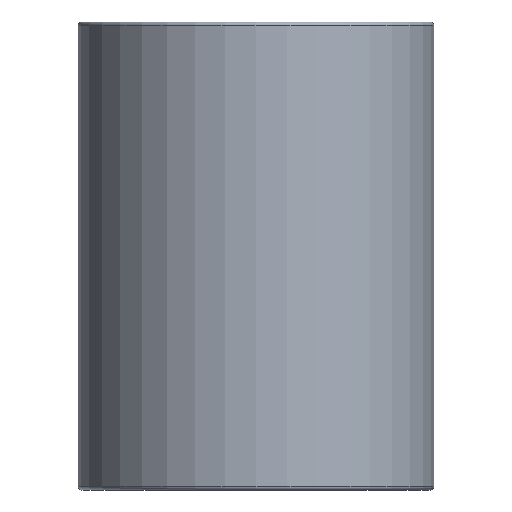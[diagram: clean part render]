
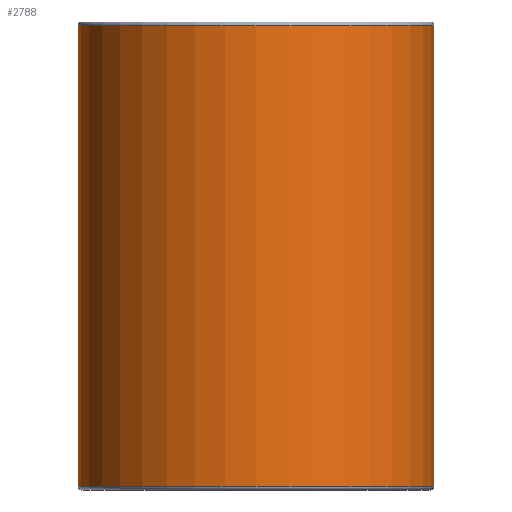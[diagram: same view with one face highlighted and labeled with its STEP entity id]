
A CAD part, front view. The second image highlights one B-rep face of the part: STEP entity #2788.
In plain terms, the highlighted cylindrical face has radius 19 mm (diameter 38 mm), a partial arc.
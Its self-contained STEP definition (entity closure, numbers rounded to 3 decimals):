
#438 = CIRCLE ( 'NONE', #3166, 19. ) ;
#571 = CIRCLE ( 'NONE', #1637, 19. ) ;
#863 = EDGE_CURVE ( 'NONE', #1075, #1133, #438, .T. ) ;
#921 = EDGE_LOOP ( 'NONE', ( #3636, #3634, #2370, #2365 ) ) ;
#1075 = VERTEX_POINT ( 'NONE', #5097 ) ;
#1129 = VERTEX_POINT ( 'NONE', #5008 ) ;
#1133 = VERTEX_POINT ( 'NONE', #5004 ) ;
#1144 = VERTEX_POINT ( 'NONE', #4993 ) ;
#1167 = EDGE_CURVE ( 'NONE', #1133, #1129, #3484, .T. ) ;
#1168 = EDGE_CURVE ( 'NONE', #1075, #1144, #3493, .T. ) ;
#1291 = FACE_OUTER_BOUND ( 'NONE', #921, .T. ) ;
#1301 = CYLINDRICAL_SURFACE ( 'NONE', #1633, 19. ) ;
#1633 = AXIS2_PLACEMENT_3D ( 'NONE', #2399, #2433, #2435 ) ;
#1637 = AXIS2_PLACEMENT_3D ( 'NONE', #1963, #1971, #1972 ) ;
#1963 = CARTESIAN_POINT ( 'NONE',  ( 0., 0., -24.62 ) ) ;
#1971 = DIRECTION ( 'NONE',  ( 0., 0., 1. ) ) ;
#1972 = DIRECTION ( 'NONE',  ( 1., 0., 0. ) ) ;
#2365 = ORIENTED_EDGE ( 'NONE', *, *, #3160, .T. ) ;
#2370 = ORIENTED_EDGE ( 'NONE', *, *, #1167, .T. ) ;
#2399 = CARTESIAN_POINT ( 'NONE',  ( 0., 0., 25. ) ) ;
#2433 = DIRECTION ( 'NONE',  ( 0., 0., -1. ) ) ;
#2435 = DIRECTION ( 'NONE',  ( -1., 0., 0. ) ) ;
#2788 = ADVANCED_FACE ( 'NONE', ( #1291 ), #1301, .T. ) ;
#3160 = EDGE_CURVE ( 'NONE', #1129, #1144, #571, .T. ) ;
#3166 = AXIS2_PLACEMENT_3D ( 'NONE', #4665, #4664, #4663 ) ;
#3484 = LINE ( 'NONE', #4973, #3488 ) ;
#3488 = VECTOR ( 'NONE', #4972, 1000. ) ;
#3493 = LINE ( 'NONE', #4971, #3494 ) ;
#3494 = VECTOR ( 'NONE', #4970, 1000. ) ;
#3634 = ORIENTED_EDGE ( 'NONE', *, *, #863, .T. ) ;
#3636 = ORIENTED_EDGE ( 'NONE', *, *, #1168, .F. ) ;
#4663 = DIRECTION ( 'NONE',  ( 1., 0., 0. ) ) ;
#4664 = DIRECTION ( 'NONE',  ( 0., 0., -1. ) ) ;
#4665 = CARTESIAN_POINT ( 'NONE',  ( 0., 0., 24.62 ) ) ;
#4970 = DIRECTION ( 'NONE',  ( 0., 0., -1. ) ) ;
#4971 = CARTESIAN_POINT ( 'NONE',  ( 19., 0., 25. ) ) ;
#4972 = DIRECTION ( 'NONE',  ( 0., 0., -1. ) ) ;
#4973 = CARTESIAN_POINT ( 'NONE',  ( -19., 0., 25. ) ) ;
#4993 = CARTESIAN_POINT ( 'NONE',  ( 19., 0., -24.62 ) ) ;
#5004 = CARTESIAN_POINT ( 'NONE',  ( -19., 0., 24.62 ) ) ;
#5008 = CARTESIAN_POINT ( 'NONE',  ( -19., 0., -24.62 ) ) ;
#5097 = CARTESIAN_POINT ( 'NONE',  ( 19., 0., 24.62 ) ) ;
